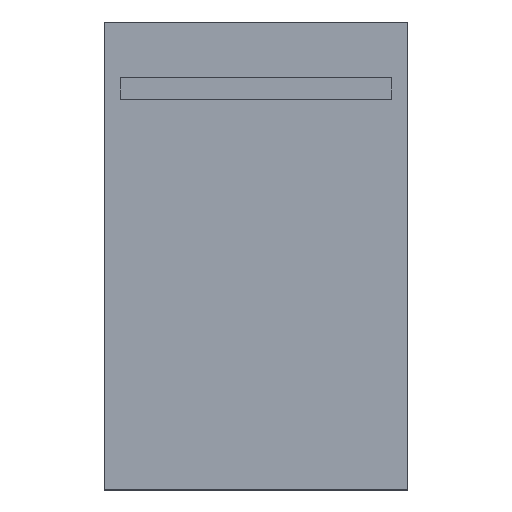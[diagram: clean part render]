
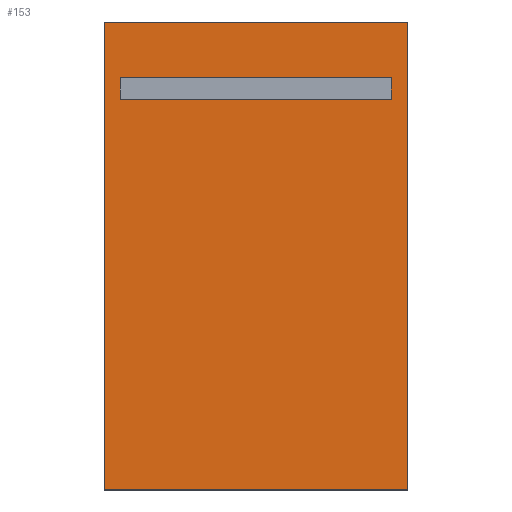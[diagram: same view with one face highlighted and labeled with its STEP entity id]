
A CAD part, top view. The second image highlights one B-rep face of the part: STEP entity #153.
In plain terms, the highlighted planar face has unit normal (0, 0, 1).
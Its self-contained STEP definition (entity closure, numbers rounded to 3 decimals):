
#62 = VERTEX_POINT('',#63);
#63 = CARTESIAN_POINT('',(4.112,5.652,5.));
#69 = EDGE_CURVE('',#62,#70,#72,.T.);
#70 = VERTEX_POINT('',#71);
#71 = CARTESIAN_POINT('',(4.112,5.011,5.));
#72 = LINE('',#73,#74);
#73 = CARTESIAN_POINT('',(4.112,5.652,5.));
#74 = VECTOR('',#75,1.);
#75 = DIRECTION('',(0.,-1.,0.));
#93 = EDGE_CURVE('',#70,#94,#96,.T.);
#94 = VERTEX_POINT('',#95);
#95 = CARTESIAN_POINT('',(-4.118,5.011,5.));
#96 = LINE('',#97,#98);
#97 = CARTESIAN_POINT('',(4.112,5.011,5.));
#98 = VECTOR('',#99,1.);
#99 = DIRECTION('',(-1.,0.,0.));
#117 = EDGE_CURVE('',#94,#118,#120,.T.);
#118 = VERTEX_POINT('',#119);
#119 = CARTESIAN_POINT('',(-4.118,5.652,5.));
#120 = LINE('',#121,#122);
#121 = CARTESIAN_POINT('',(-4.118,5.011,5.));
#122 = VECTOR('',#123,1.);
#123 = DIRECTION('',(0.,1.,0.));
#141 = EDGE_CURVE('',#118,#62,#142,.T.);
#142 = LINE('',#143,#144);
#143 = CARTESIAN_POINT('',(-4.118,5.652,5.));
#144 = VECTOR('',#145,1.);
#145 = DIRECTION('',(1.,0.,0.));
#153 = ADVANCED_FACE('',(#154,#188),#194,.T.);
#154 = FACE_BOUND('',#155,.T.);
#155 = EDGE_LOOP('',(#156,#166,#174,#182));
#156 = ORIENTED_EDGE('',*,*,#157,.F.);
#157 = EDGE_CURVE('',#158,#160,#162,.T.);
#158 = VERTEX_POINT('',#159);
#159 = CARTESIAN_POINT('',(4.6,7.35,5.));
#160 = VERTEX_POINT('',#161);
#161 = CARTESIAN_POINT('',(4.6,-6.85,5.));
#162 = LINE('',#163,#164);
#163 = CARTESIAN_POINT('',(4.6,7.35,5.));
#164 = VECTOR('',#165,1.);
#165 = DIRECTION('',(0.,-1.,0.));
#166 = ORIENTED_EDGE('',*,*,#167,.F.);
#167 = EDGE_CURVE('',#168,#158,#170,.T.);
#168 = VERTEX_POINT('',#169);
#169 = CARTESIAN_POINT('',(-4.6,7.35,5.));
#170 = LINE('',#171,#172);
#171 = CARTESIAN_POINT('',(-4.6,7.35,5.));
#172 = VECTOR('',#173,1.);
#173 = DIRECTION('',(1.,0.,0.));
#174 = ORIENTED_EDGE('',*,*,#175,.F.);
#175 = EDGE_CURVE('',#176,#168,#178,.T.);
#176 = VERTEX_POINT('',#177);
#177 = CARTESIAN_POINT('',(-4.6,-6.85,5.));
#178 = LINE('',#179,#180);
#179 = CARTESIAN_POINT('',(-4.6,-6.85,5.));
#180 = VECTOR('',#181,1.);
#181 = DIRECTION('',(0.,1.,0.));
#182 = ORIENTED_EDGE('',*,*,#183,.F.);
#183 = EDGE_CURVE('',#160,#176,#184,.T.);
#184 = LINE('',#185,#186);
#185 = CARTESIAN_POINT('',(4.6,-6.85,5.));
#186 = VECTOR('',#187,1.);
#187 = DIRECTION('',(-1.,0.,0.));
#188 = FACE_BOUND('',#189,.T.);
#189 = EDGE_LOOP('',(#190,#191,#192,#193));
#190 = ORIENTED_EDGE('',*,*,#141,.T.);
#191 = ORIENTED_EDGE('',*,*,#69,.T.);
#192 = ORIENTED_EDGE('',*,*,#93,.T.);
#193 = ORIENTED_EDGE('',*,*,#117,.T.);
#194 = PLANE('',#195);
#195 = AXIS2_PLACEMENT_3D('',#196,#197,#198);
#196 = CARTESIAN_POINT('',(4.6,7.35,5.));
#197 = DIRECTION('',(0.,0.,1.));
#198 = DIRECTION('',(0.,-1.,0.));
